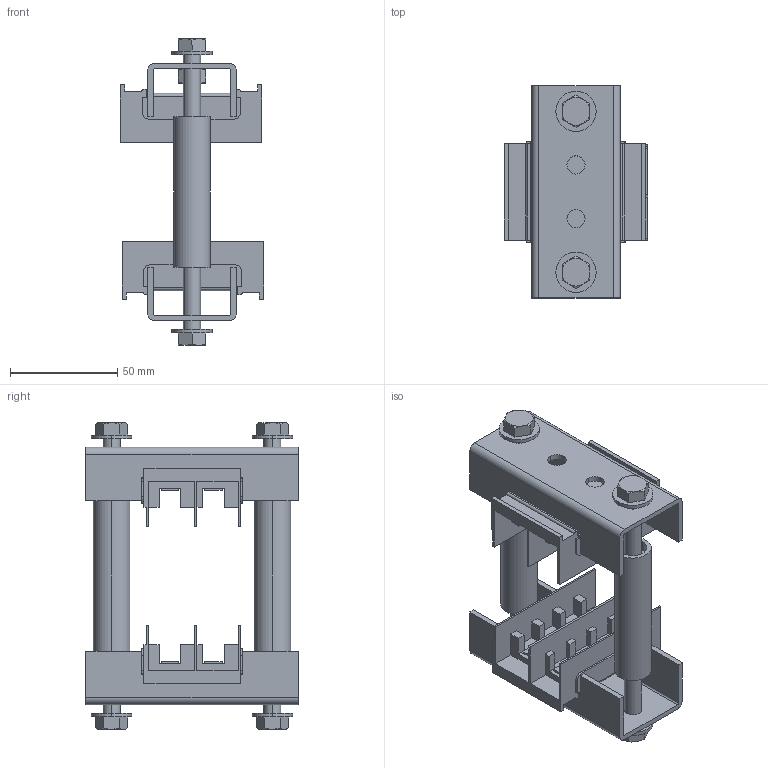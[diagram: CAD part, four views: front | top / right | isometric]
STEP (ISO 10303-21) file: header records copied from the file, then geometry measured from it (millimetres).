
FILE_DESCRIPTION(('STEP AP203'),'1');
FILE_NAME('abs2-10mod.stp','2024-09-16T09:13:01',('TraceParts'),('TraceParts S.A.'),'Spatial InterOp 3D',' ',' ');
FILE_SCHEMA(('CONFIG_CONTROL_DESIGN'));
Length unit declared in the file: millimetre
Products named in the file (1): 1
Bounding box: 66.8 x 99 x 142.86 mm (x, y, z)
Volume: 122853.3 mm3; surface area: 108295.4 mm2
Topology: 19 solids, 19 shells, 520 faces, 1340 edges, 866 vertices
Faces by surface type: plane 344, cylinder 88, cone 88
Entity records: 15942 total; most frequent: CARTESIAN_POINT 3129, ORIENTED_EDGE 2680, DIRECTION 2552, EDGE_CURVE 1340, LINE 950, VECTOR 950, VERTEX_POINT 866, AXIS2_PLACEMENT_3D 801
